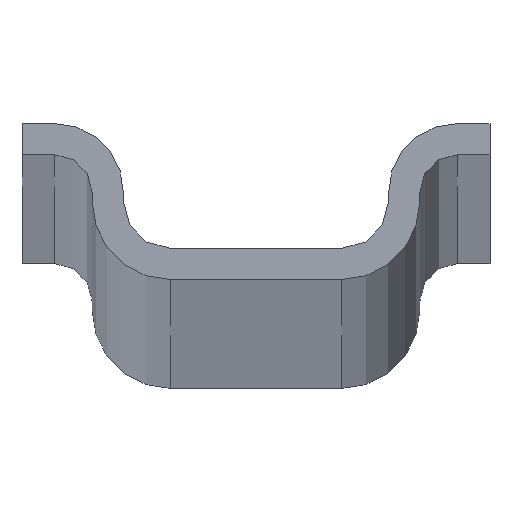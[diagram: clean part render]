
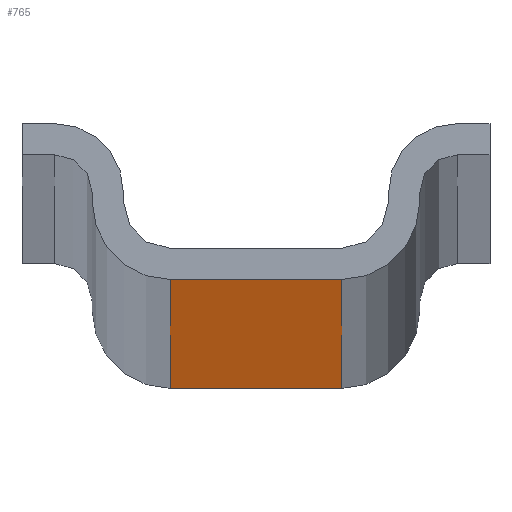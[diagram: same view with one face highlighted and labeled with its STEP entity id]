
A CAD part, top view. The second image highlights one B-rep face of the part: STEP entity #765.
In plain terms, the highlighted planar face has unit normal (0, -1, 0).
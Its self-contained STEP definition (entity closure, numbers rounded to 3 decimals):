
#35 = VECTOR ( 'NONE', #583, 1000. ) ;
#54 = VECTOR ( 'NONE', #618, 1000. ) ;
#71 = VECTOR ( 'NONE', #627, 1000. ) ;
#83 = AXIS2_PLACEMENT_3D ( 'NONE', #595, #616, #635 ) ;
#120 = VECTOR ( 'NONE', #414, 1000. ) ;
#174 = EDGE_LOOP ( 'NONE', ( #235, #245, #222, #210 ) ) ;
#178 = VERTEX_POINT ( 'NONE', #302 ) ;
#184 = VERTEX_POINT ( 'NONE', #350 ) ;
#190 = VERTEX_POINT ( 'NONE', #396 ) ;
#199 = VERTEX_POINT ( 'NONE', #355 ) ;
#210 = ORIENTED_EDGE ( 'NONE', *, *, #768, .F. ) ;
#222 = ORIENTED_EDGE ( 'NONE', *, *, #755, .F. ) ;
#235 = ORIENTED_EDGE ( 'NONE', *, *, #693, .F. ) ;
#245 = ORIENTED_EDGE ( 'NONE', *, *, #738, .F. ) ;
#302 = CARTESIAN_POINT ( 'NONE',  ( 0., 0.3, 0. ) ) ;
#350 = CARTESIAN_POINT ( 'NONE',  ( 0., 0.3, 2000. ) ) ;
#355 = CARTESIAN_POINT ( 'NONE',  ( 5.5, 0.3, 0. ) ) ;
#359 = LINE ( 'NONE', #362, #120 ) ;
#362 = CARTESIAN_POINT ( 'NONE',  ( -3.7, 0.3, 2000. ) ) ;
#396 = CARTESIAN_POINT ( 'NONE',  ( 5.5, 0.3, 2000. ) ) ;
#414 = DIRECTION ( 'NONE',  ( 1., 0., 0. ) ) ;
#568 = LINE ( 'NONE', #578, #35 ) ;
#578 = CARTESIAN_POINT ( 'NONE',  ( 0., 0.3, 2000. ) ) ;
#583 = DIRECTION ( 'NONE',  ( 0., 0., 1. ) ) ;
#595 = CARTESIAN_POINT ( 'NONE',  ( 0., 0.3, 2000. ) ) ;
#616 = DIRECTION ( 'NONE',  ( 0., 1., 0. ) ) ;
#618 = DIRECTION ( 'NONE',  ( -1., 0., 0. ) ) ;
#620 = PLANE ( 'NONE',  #83 ) ;
#622 = LINE ( 'NONE', #624, #71 ) ;
#624 = CARTESIAN_POINT ( 'NONE',  ( 5.5, 0.3, 2000. ) ) ;
#625 = CARTESIAN_POINT ( 'NONE',  ( -3.7, 0.3, 0. ) ) ;
#627 = DIRECTION ( 'NONE',  ( 0., 0., -1. ) ) ;
#628 = FACE_OUTER_BOUND ( 'NONE', #174, .T. ) ;
#629 = LINE ( 'NONE', #625, #54 ) ;
#635 = DIRECTION ( 'NONE',  ( 0., 0., 1. ) ) ;
#693 = EDGE_CURVE ( 'NONE', #184, #190, #359, .T. ) ;
#738 = EDGE_CURVE ( 'NONE', #178, #184, #568, .T. ) ;
#755 = EDGE_CURVE ( 'NONE', #199, #178, #629, .T. ) ;
#765 = ADVANCED_FACE ( 'NONE', ( #628 ), #620, .F. ) ;
#768 = EDGE_CURVE ( 'NONE', #190, #199, #622, .T. ) ;
